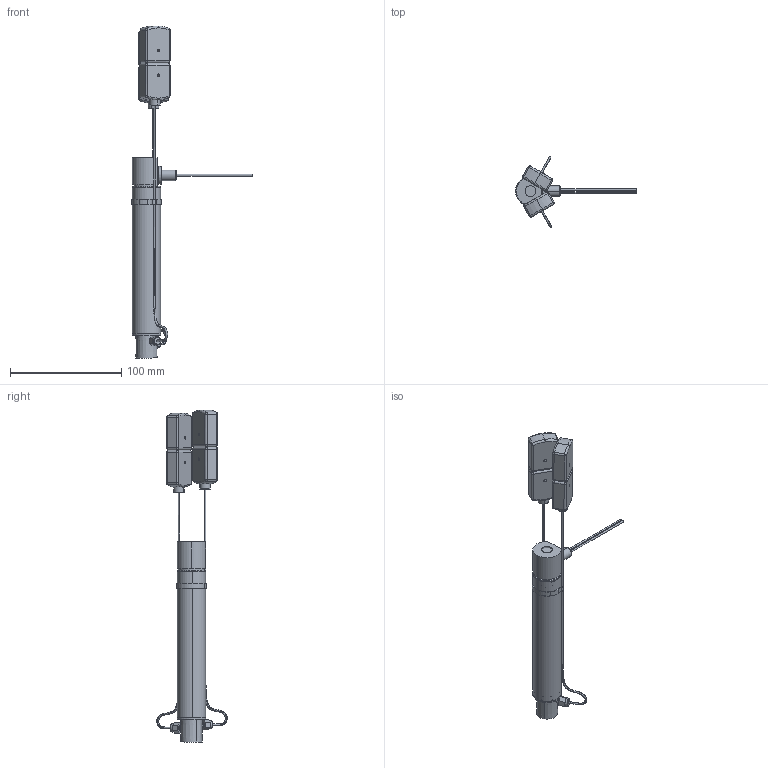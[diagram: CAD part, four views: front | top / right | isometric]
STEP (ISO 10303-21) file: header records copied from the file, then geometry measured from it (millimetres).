
FILE_DESCRIPTION (( 'STEP AP214' ), '1' );
FILE_NAME ('CT050- 1-8F -1-4F-TF2 (ID 13846).STEP', '2017-06-30T20:23:44', ( '' ), ( '' ), 'SwSTEP 2.0', 'SolidWorks 2017', '' );
FILE_SCHEMA (( 'AUTOMOTIVE_DESIGN' ));
Length unit declared in the file: centimetre
Products named in the file (20): Imported_11; Imported_10; Imported_9; Imported_8; Imported_7; PLAS100; Imported_6; Imported_5; Imported; Imported_2; Imported_4; Imported_3; CT050- 1-8F -1-4F-TF2 (ID 13846); Imported_14; Imported_13; Imported_12
Assembly tree (27 placements, depth 4):
  CT050- 1-8F -1-4F-TF2 (ID 13846)
    Imported
    Imported
      Imported_2
      Imported_2  x2
        Imported_3
        Imported_4
    Imported_5
    Imported_6
    PLAS100
    Imported_7  x2
    Imported_8  x4
    Imported_9  x2
    Imported_10  x2
    Imported_11
    Imported_3  x2
      Imported_12
      Imported_4
        Imported_13
        Imported_14
Bounding box: 108.87 x 63.51 x 298.87 mm (x, y, z)
Volume: 72817.8 mm3; surface area: 51701.8 mm2
Topology: 26 solids, 26 shells, 447 faces, 1027 edges, 624 vertices
Faces by surface type: cylinder 217, plane 114, bspline 60, cone 48, torus 8
Entity records: 14307 total; most frequent: CARTESIAN_POINT 3813, DIRECTION 1507, ORIENTED_EDGE 1296, EDGE_CURVE 648, AXIS2_PLACEMENT_3D 636, VERTEX_POINT 408, CIRCLE 346, UNCERTAINTY_MEASURE_WITH_UNIT 336
